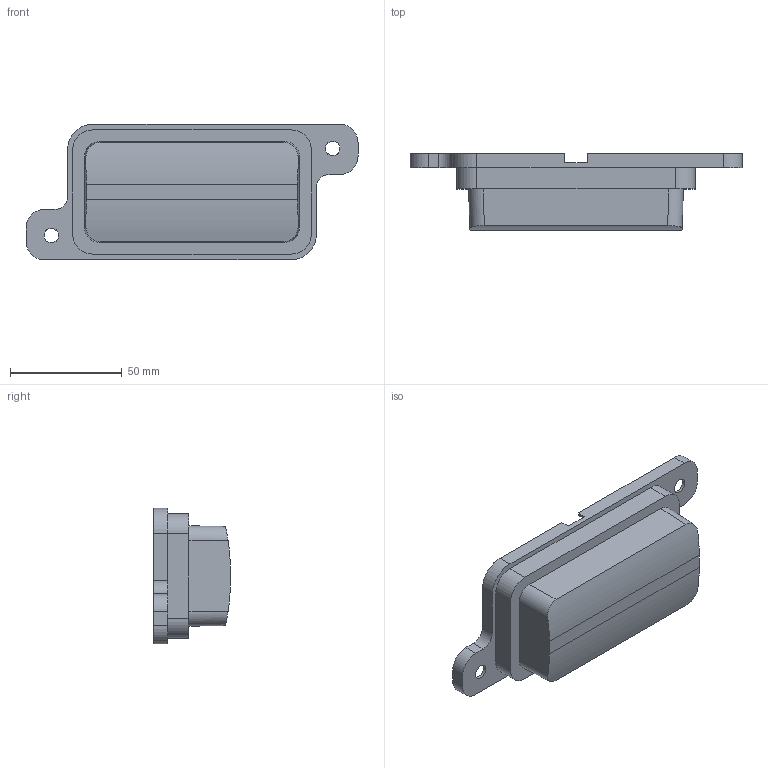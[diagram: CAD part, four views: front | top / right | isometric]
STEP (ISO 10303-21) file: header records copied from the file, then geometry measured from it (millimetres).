
FILE_DESCRIPTION(('Creo Elements/Direct Modeling STEP Export'),'2;1');
FILE_NAME('CGCP 10 FX.stp','2012-11-06T11:41:18',(''),(''),'Creo Elements/Direct Modeling STEP processor for AP214 (Solid Model)','Creo Elements/Direct Modeling 18.0B 02-Dec-2011 (C) Parametric Technology GmbH','');
FILE_SCHEMA(('AUTOMOTIVE_DESIGN { 1 0 10303 214 1 1 1 1 }'));
Length unit declared in the file: millimetre
Products named in the file (2): 54059.1
Assembly tree (1 placements, depth 2):
  54059.1
    54059.1
Bounding box: 148.7 x 34.3 x 60.8 mm (x, y, z)
Volume: 91607.3 mm3; surface area: 29318.7 mm2
Topology: 1 solids, 1 shells, 94 faces, 249 edges, 160 vertices
Faces by surface type: plane 48, cylinder 34, cone 8, torus 4
Entity records: 3066 total; most frequent: CARTESIAN_POINT 549, DIRECTION 509, ORIENTED_EDGE 498, EDGE_CURVE 249, AXIS2_PLACEMENT_3D 172, VECTOR 165, LINE 165, VERTEX_POINT 160
